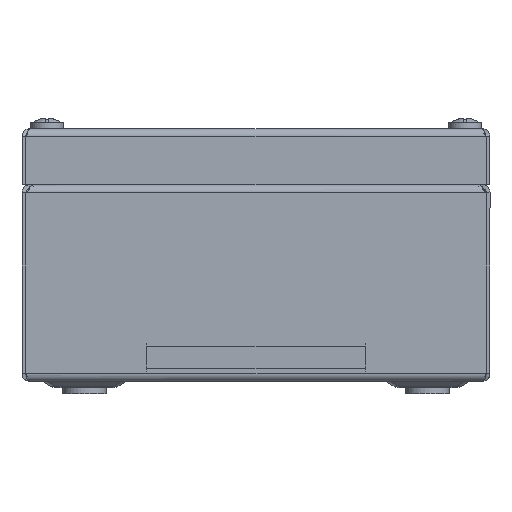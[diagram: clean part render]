
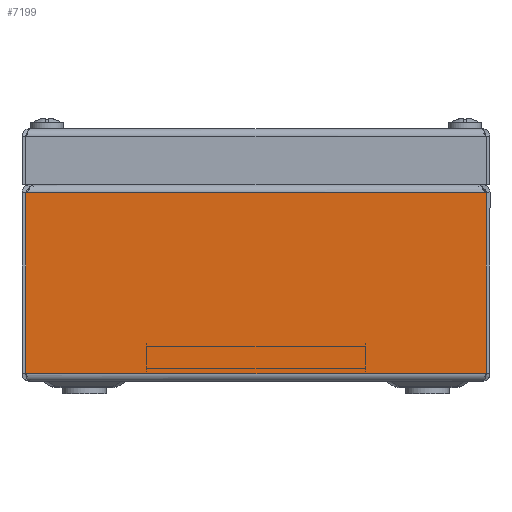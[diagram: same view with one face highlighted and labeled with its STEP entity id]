
A CAD part, left-side view. The second image highlights one B-rep face of the part: STEP entity #7199.
In plain terms, the highlighted planar face has unit normal (-1, 0, 0).
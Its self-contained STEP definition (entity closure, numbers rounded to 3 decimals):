
#645=LINE('',#12561,#1180);
#650=LINE('',#12571,#1185);
#651=LINE('',#12573,#1186);
#652=LINE('',#12574,#1187);
#1180=VECTOR('',#9094,1000.);
#1185=VECTOR('',#9103,1000.);
#1186=VECTOR('',#9104,1000.);
#1187=VECTOR('',#9105,1000.);
#1625=PLANE('',#7833);
#2200=FACE_OUTER_BOUND('',#2754,.T.);
#2754=EDGE_LOOP('',(#5646,#5647,#5648,#5649));
#3686=VERTEX_POINT('',#12558);
#3687=VERTEX_POINT('',#12560);
#3690=VERTEX_POINT('',#12570);
#3691=VERTEX_POINT('',#12572);
#4386=EDGE_CURVE('',#3686,#3687,#645,.T.);
#4391=EDGE_CURVE('',#3686,#3690,#650,.T.);
#4392=EDGE_CURVE('',#3691,#3690,#651,.T.);
#4393=EDGE_CURVE('',#3687,#3691,#652,.T.);
#5646=ORIENTED_EDGE('',*,*,#4391,.T.);
#5647=ORIENTED_EDGE('',*,*,#4392,.F.);
#5648=ORIENTED_EDGE('',*,*,#4393,.F.);
#5649=ORIENTED_EDGE('',*,*,#4386,.F.);
#7199=ADVANCED_FACE('',(#2200),#1625,.F.);
#7833=AXIS2_PLACEMENT_3D('',#12569,#9101,#9102);
#9094=DIRECTION('',(0.,0.,-1.));
#9101=DIRECTION('center_axis',(1.,0.,0.));
#9102=DIRECTION('ref_axis',(0.,0.,1.));
#9103=DIRECTION('',(0.,1.,0.));
#9104=DIRECTION('',(0.,0.,1.));
#9105=DIRECTION('',(0.,1.,0.));
#12558=CARTESIAN_POINT('',(-200.,-73.743,60.5));
#12560=CARTESIAN_POINT('',(-200.,-73.743,2.5));
#12561=CARTESIAN_POINT('',(-200.,-73.743,63.));
#12569=CARTESIAN_POINT('Origin',(-200.,-2075.,63.));
#12570=CARTESIAN_POINT('',(-200.,73.743,60.5));
#12571=CARTESIAN_POINT('',(-200.,-73.743,60.5));
#12572=CARTESIAN_POINT('',(-200.,73.743,2.5));
#12573=CARTESIAN_POINT('',(-200.,73.743,63.));
#12574=CARTESIAN_POINT('',(-200.,-2075.,2.5));
